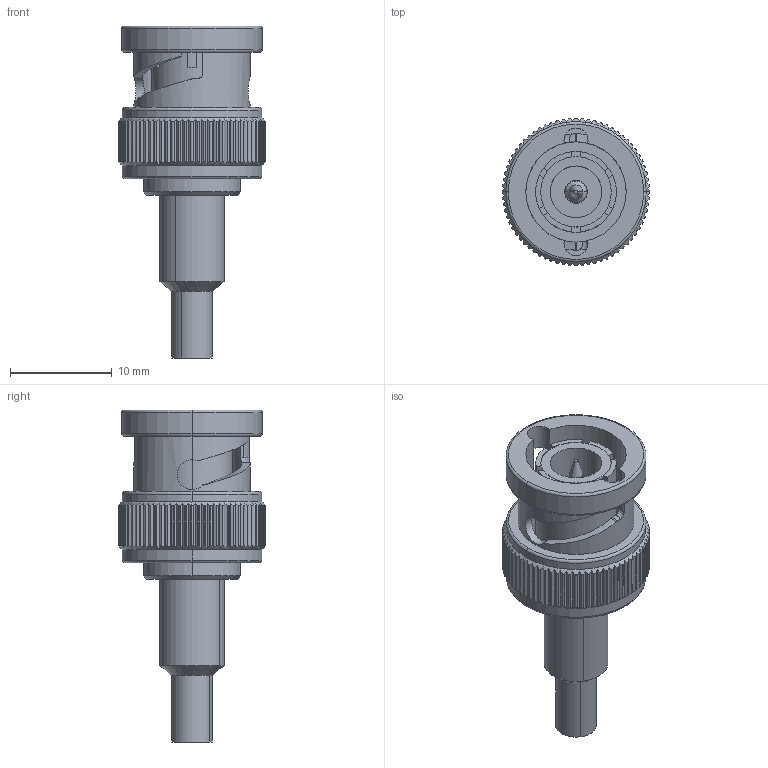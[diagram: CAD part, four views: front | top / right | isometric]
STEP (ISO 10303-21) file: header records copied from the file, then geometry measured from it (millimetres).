
FILE_DESCRIPTION (( 'STEP AP214' ), '1' );
FILE_NAME ('BAC836B-74.STEP', '2018-01-16T13:41:02', ( '' ), ( '' ), 'SwSTEP 2.0', 'SolidWorks 2014', '' );
FILE_SCHEMA (( 'AUTOMOTIVE_DESIGN' ));
Length unit declared in the file: inch
Products named in the file (6): BAC836B-74-MA5; BAC836B-74-MA4; BAC836B-74-MA2; BAC836B-74-MA3; BAC836B-74-MA1_with flange; BAC836B-74
Assembly tree (5 placements, depth 2):
  BAC836B-74
    BAC836B-74-MA1_with flange
    BAC836B-74-MA3
    BAC836B-74-MA2
    BAC836B-74-MA4
    BAC836B-74-MA5
Bounding box: 14.5 x 14.5 x 32.6 mm (x, y, z)
Volume: 1714 mm3; surface area: 2979.3 mm2
Topology: 5 solids, 5 shells, 1305 faces, 3000 edges, 1711 vertices
Faces by surface type: bspline 728, cylinder 315, plane 232, cone 22, torus 8
Entity records: 52243 total; most frequent: CARTESIAN_POINT 31356, ORIENTED_EDGE 5996, EDGE_CURVE 2998, DIRECTION 1964, VERTEX_POINT 1711, EDGE_LOOP 1327, ADVANCED_FACE 1305, FACE_OUTER_BOUND 1305
